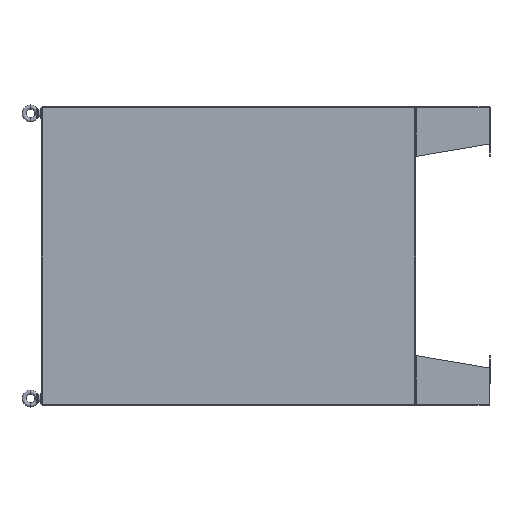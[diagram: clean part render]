
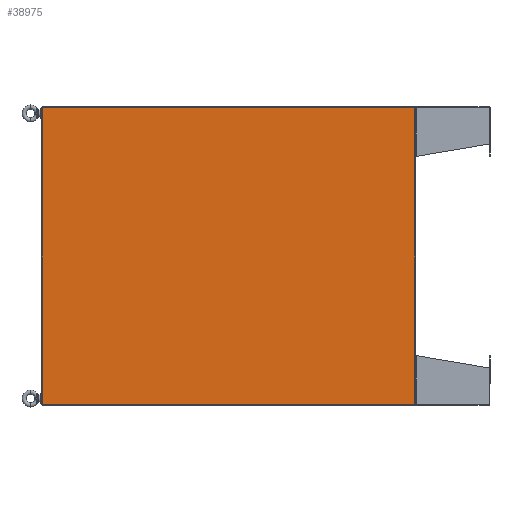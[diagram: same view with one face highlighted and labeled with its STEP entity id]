
A CAD part, left-side view. The second image highlights one B-rep face of the part: STEP entity #38975.
In plain terms, the highlighted face is planar.
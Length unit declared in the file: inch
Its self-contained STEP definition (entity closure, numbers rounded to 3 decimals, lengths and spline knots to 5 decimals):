
#9671 = LINE ( 'NONE', #183911, #166279 ) ;
#11642 = VECTOR ( 'NONE', #140507, 39.37008 ) ;
#16546 = EDGE_CURVE ( 'NONE', #26673, #167726, #189900, .T. ) ;
#26673 = VERTEX_POINT ( 'NONE', #73525 ) ;
#27989 = EDGE_CURVE ( 'NONE', #142988, #28880, #63911, .T. ) ;
#28880 = VERTEX_POINT ( 'NONE', #42938 ) ;
#31654 = CARTESIAN_POINT ( 'NONE',  ( -24.03125, 0.095, -29.9675 ) ) ;
#34707 = DIRECTION ( 'NONE',  ( 1., 0., 0. ) ) ;
#35693 = EDGE_CURVE ( 'NONE', #167726, #142988, #9671, .T. ) ;
#38614 = CARTESIAN_POINT ( 'NONE',  ( -23.88825, 0.095, 29.9675 ) ) ;
#38975 = ADVANCED_FACE ( 'NONE', ( #182314 ), #110238, .F. ) ;
#41188 = DIRECTION ( 'NONE',  ( -1., 0., 0. ) ) ;
#42938 = CARTESIAN_POINT ( 'NONE',  ( 23.88825, 0.095, -29.9675 ) ) ;
#63911 = LINE ( 'NONE', #95557, #147044 ) ;
#73525 = CARTESIAN_POINT ( 'NONE',  ( 23.88825, 0.095, 29.9675 ) ) ;
#75641 = EDGE_LOOP ( 'NONE', ( #127640, #114316, #139577, #102805 ) ) ;
#94526 = VECTOR ( 'NONE', #41188, 39.37008 ) ;
#95557 = CARTESIAN_POINT ( 'NONE',  ( -24.03125, 0.095, -29.9675 ) ) ;
#102805 = ORIENTED_EDGE ( 'NONE', *, *, #27989, .F. ) ;
#103915 = DIRECTION ( 'NONE',  ( 0., 0., -1. ) ) ;
#110238 = PLANE ( 'NONE',  #162094 ) ;
#114316 = ORIENTED_EDGE ( 'NONE', *, *, #16546, .F. ) ;
#127640 = ORIENTED_EDGE ( 'NONE', *, *, #35693, .F. ) ;
#139577 = ORIENTED_EDGE ( 'NONE', *, *, #166482, .F. ) ;
#140507 = DIRECTION ( 'NONE',  ( 0., 0., 1. ) ) ;
#142988 = VERTEX_POINT ( 'NONE', #171668 ) ;
#146212 = LINE ( 'NONE', #201511, #11642 ) ;
#147044 = VECTOR ( 'NONE', #34707, 39.37008 ) ;
#162094 = AXIS2_PLACEMENT_3D ( 'NONE', #31654, #185467, #170439 ) ;
#162879 = CARTESIAN_POINT ( 'NONE',  ( -24.03125, 0.095, 29.9675 ) ) ;
#166279 = VECTOR ( 'NONE', #103915, 39.37008 ) ;
#166482 = EDGE_CURVE ( 'NONE', #28880, #26673, #146212, .T. ) ;
#167726 = VERTEX_POINT ( 'NONE', #38614 ) ;
#170439 = DIRECTION ( 'NONE',  ( 0., 0., -1. ) ) ;
#171668 = CARTESIAN_POINT ( 'NONE',  ( -23.88825, 0.095, -29.9675 ) ) ;
#182314 = FACE_OUTER_BOUND ( 'NONE', #75641, .T. ) ;
#183911 = CARTESIAN_POINT ( 'NONE',  ( -23.88825, 0.095, -29.9675 ) ) ;
#185467 = DIRECTION ( 'NONE',  ( 0., -1., 0. ) ) ;
#189900 = LINE ( 'NONE', #162879, #94526 ) ;
#201511 = CARTESIAN_POINT ( 'NONE',  ( 23.88825, 0.095, -29.9675 ) ) ;
